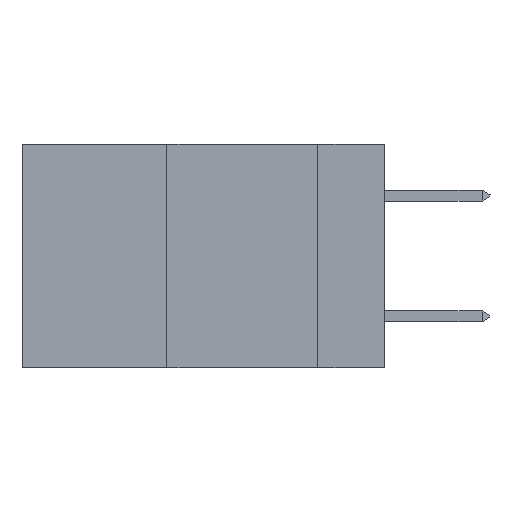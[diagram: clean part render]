
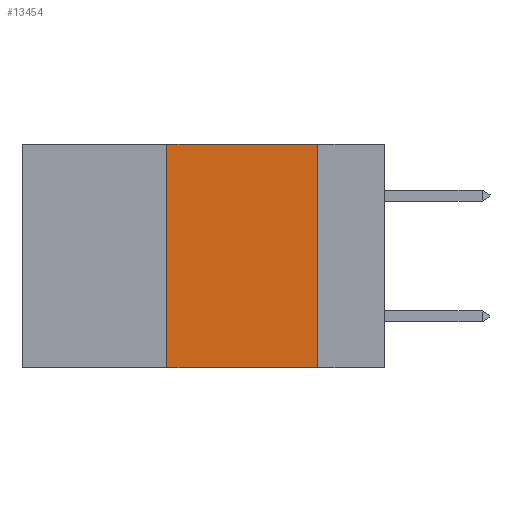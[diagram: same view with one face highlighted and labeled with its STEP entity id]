
A CAD part, left-side view. The second image highlights one B-rep face of the part: STEP entity #13454.
In plain terms, the highlighted planar face has unit normal (-1, 0, 0).
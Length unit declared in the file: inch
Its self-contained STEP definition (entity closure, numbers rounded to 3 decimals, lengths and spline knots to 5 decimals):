
#104 = DIRECTION ( 'NONE',  ( 0., 0., 1. ) ) ;
#1322 = LINE ( 'NONE', #18579, #13279 ) ;
#1336 = DIRECTION ( 'NONE',  ( 0., 0., -1. ) ) ;
#2396 = VERTEX_POINT ( 'NONE', #15139 ) ;
#3083 = LINE ( 'NONE', #17102, #25909 ) ;
#3233 = VERTEX_POINT ( 'NONE', #9615 ) ;
#5714 = DIRECTION ( 'NONE',  ( 1., 0., 0. ) ) ;
#5873 = DIRECTION ( 'NONE',  ( 0., -1., 0. ) ) ;
#7559 = CARTESIAN_POINT ( 'NONE',  ( 0., 0.6, 0. ) ) ;
#7645 = AXIS2_PLACEMENT_3D ( 'NONE', #7559, #5714, #1336 ) ;
#8079 = VECTOR ( 'NONE', #22122, 39.37008 ) ;
#8835 = EDGE_LOOP ( 'NONE', ( #20859, #10642, #15384, #15488 ) ) ;
#9615 = CARTESIAN_POINT ( 'NONE',  ( 0., 0.11, 0. ) ) ;
#10642 = ORIENTED_EDGE ( 'NONE', *, *, #21601, .F. ) ;
#11274 = FACE_OUTER_BOUND ( 'NONE', #8835, .T. ) ;
#12326 = CARTESIAN_POINT ( 'NONE',  ( 0., 0.6, 0. ) ) ;
#12721 = EDGE_CURVE ( 'NONE', #3233, #23886, #1322, .T. ) ;
#12748 = CARTESIAN_POINT ( 'NONE',  ( 0., 0.36, -0.37 ) ) ;
#13279 = VECTOR ( 'NONE', #16372, 39.37008 ) ;
#13454 = ADVANCED_FACE ( 'NONE', ( #11274 ), #20230, .F. ) ;
#13568 = VECTOR ( 'NONE', #5873, 39.37008 ) ;
#15139 = CARTESIAN_POINT ( 'NONE',  ( 0., 0.36, 0. ) ) ;
#15384 = ORIENTED_EDGE ( 'NONE', *, *, #17399, .F. ) ;
#15488 = ORIENTED_EDGE ( 'NONE', *, *, #24924, .T. ) ;
#16372 = DIRECTION ( 'NONE',  ( 0., 0., -1. ) ) ;
#17102 = CARTESIAN_POINT ( 'NONE',  ( 0., 0.36, 0. ) ) ;
#17399 = EDGE_CURVE ( 'NONE', #25947, #2396, #3083, .T. ) ;
#18579 = CARTESIAN_POINT ( 'NONE',  ( 0., 0.11, 0. ) ) ;
#19168 = LINE ( 'NONE', #12326, #13568 ) ;
#20230 = PLANE ( 'NONE',  #7645 ) ;
#20859 = ORIENTED_EDGE ( 'NONE', *, *, #12721, .F. ) ;
#21601 = EDGE_CURVE ( 'NONE', #2396, #3233, #19168, .T. ) ;
#22122 = DIRECTION ( 'NONE',  ( 0., -1., 0. ) ) ;
#23886 = VERTEX_POINT ( 'NONE', #25281 ) ;
#24924 = EDGE_CURVE ( 'NONE', #25947, #23886, #25916, .T. ) ;
#25281 = CARTESIAN_POINT ( 'NONE',  ( 0., 0.11, -0.37 ) ) ;
#25909 = VECTOR ( 'NONE', #104, 39.37008 ) ;
#25916 = LINE ( 'NONE', #26438, #8079 ) ;
#25947 = VERTEX_POINT ( 'NONE', #12748 ) ;
#26438 = CARTESIAN_POINT ( 'NONE',  ( 0., 0.6, -0.37 ) ) ;
